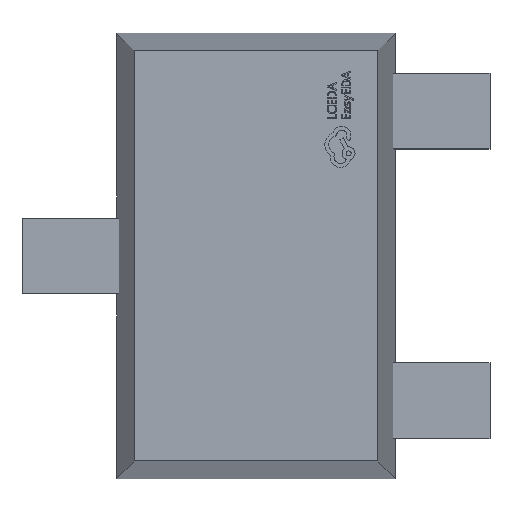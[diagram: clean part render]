
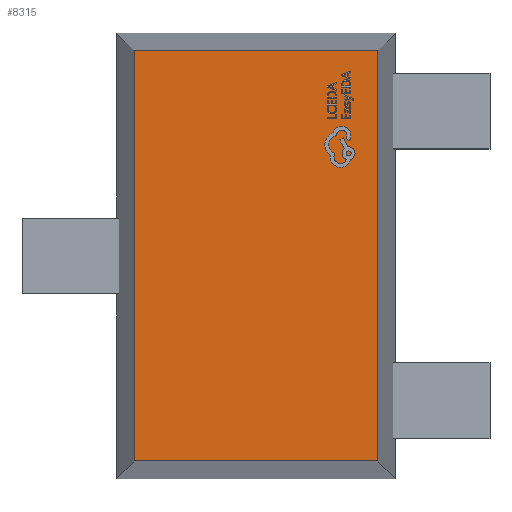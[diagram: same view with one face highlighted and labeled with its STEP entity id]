
A CAD part, top view. The second image highlights one B-rep face of the part: STEP entity #8315.
In plain terms, the highlighted planar face has unit normal (0, 0, 1).
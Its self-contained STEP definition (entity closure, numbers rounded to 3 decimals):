
#177 = LINE ( 'NONE', #3724, #9423 ) ;
#349 = VERTEX_POINT ( 'NONE', #11332 ) ;
#715 = DIRECTION ( 'NONE',  ( 1., 0., 0. ) ) ;
#730 = EDGE_LOOP ( 'NONE', ( #10289, #4654, #3192, #8588 ) ) ;
#1409 = EDGE_CURVE ( 'NONE', #7169, #349, #11710, .T. ) ;
#1628 = DIRECTION ( 'NONE',  ( 1., 0., 0. ) ) ;
#1858 = PLANE ( 'NONE',  #2774 ) ;
#2019 = CARTESIAN_POINT ( 'NONE',  ( 0., 0., 0.9 ) ) ;
#2528 = CARTESIAN_POINT ( 'NONE',  ( 0.546, -0.921, 0.9 ) ) ;
#2774 = AXIS2_PLACEMENT_3D ( 'NONE', #2019, #6552, #715 ) ;
#2915 = VERTEX_POINT ( 'NONE', #9411 ) ;
#3192 = ORIENTED_EDGE ( 'NONE', *, *, #1409, .T. ) ;
#3724 = CARTESIAN_POINT ( 'NONE',  ( 0., -0.921, 0.9 ) ) ;
#4654 = ORIENTED_EDGE ( 'NONE', *, *, #4937, .T. ) ;
#4937 = EDGE_CURVE ( 'NONE', #2915, #7169, #7116, .T. ) ;
#5725 = DIRECTION ( 'NONE',  ( 0., -1., 0. ) ) ;
#5839 = CARTESIAN_POINT ( 'NONE',  ( 0.546, 0., 0.9 ) ) ;
#6552 = DIRECTION ( 'NONE',  ( 0., 0., 1. ) ) ;
#7116 = LINE ( 'NONE', #10591, #8754 ) ;
#7169 = VERTEX_POINT ( 'NONE', #8822 ) ;
#7362 = VECTOR ( 'NONE', #5725, 1000. ) ;
#8315 = ADVANCED_FACE ( 'NONE', ( #8811 ), #1858, .T. ) ;
#8588 = ORIENTED_EDGE ( 'NONE', *, *, #9142, .T. ) ;
#8754 = VECTOR ( 'NONE', #12818, 1000. ) ;
#8811 = FACE_OUTER_BOUND ( 'NONE', #730, .T. ) ;
#8822 = CARTESIAN_POINT ( 'NONE',  ( -0.546, 0.921, 0.9 ) ) ;
#9142 = EDGE_CURVE ( 'NONE', #349, #10749, #177, .T. ) ;
#9411 = CARTESIAN_POINT ( 'NONE',  ( 0.546, 0.921, 0.9 ) ) ;
#9423 = VECTOR ( 'NONE', #1628, 1000. ) ;
#10289 = ORIENTED_EDGE ( 'NONE', *, *, #14245, .T. ) ;
#10591 = CARTESIAN_POINT ( 'NONE',  ( 0., 0.921, 0.9 ) ) ;
#10749 = VERTEX_POINT ( 'NONE', #2528 ) ;
#11332 = CARTESIAN_POINT ( 'NONE',  ( -0.546, -0.921, 0.9 ) ) ;
#11710 = LINE ( 'NONE', #11935, #7362 ) ;
#11935 = CARTESIAN_POINT ( 'NONE',  ( -0.546, 0., 0.9 ) ) ;
#12000 = VECTOR ( 'NONE', #12997, 1000. ) ;
#12818 = DIRECTION ( 'NONE',  ( -1., 0., 0. ) ) ;
#12997 = DIRECTION ( 'NONE',  ( 0., 1., 0. ) ) ;
#14245 = EDGE_CURVE ( 'NONE', #10749, #2915, #15070, .T. ) ;
#15070 = LINE ( 'NONE', #5839, #12000 ) ;
